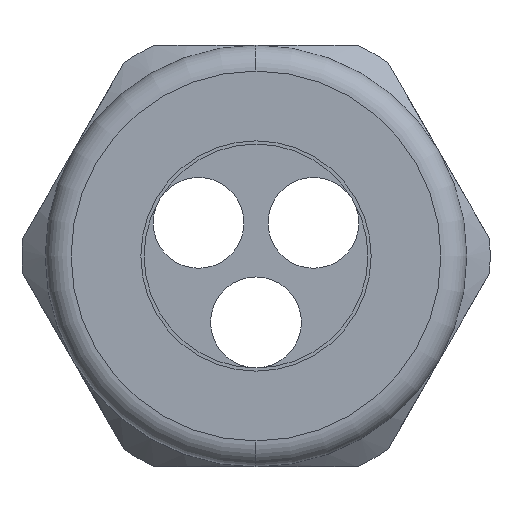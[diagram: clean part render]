
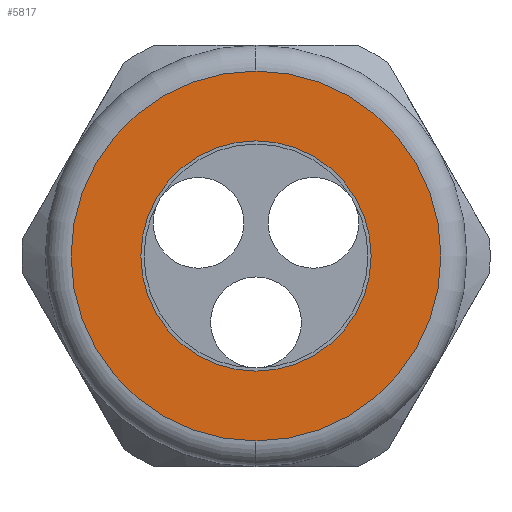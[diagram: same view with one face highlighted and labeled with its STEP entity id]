
A CAD part, left-side view. The second image highlights one B-rep face of the part: STEP entity #5817.
In plain terms, the highlighted planar face has unit normal (-1, 0, 0).
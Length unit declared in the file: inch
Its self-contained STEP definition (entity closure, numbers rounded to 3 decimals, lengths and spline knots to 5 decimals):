
#8 = VERTEX_POINT ( 'NONE', #1715 ) ;
#9 = VERTEX_POINT ( 'NONE', #1714 ) ;
#23 = EDGE_CURVE ( 'NONE', #8, #9, #1701, .T. ) ;
#398 = ORIENTED_EDGE ( 'NONE', *, *, #23, .T. ) ;
#1697 = DIRECTION ( 'NONE',  ( 0., 0., -1. ) ) ;
#1698 = DIRECTION ( 'NONE',  ( 1., 0., 0. ) ) ;
#1699 = CARTESIAN_POINT ( 'NONE',  ( -1.53, 0., 0. ) ) ;
#1700 = AXIS2_PLACEMENT_3D ( 'NONE', #1699, #1698, #1697 ) ;
#1701 = CIRCLE ( 'NONE', #1700, 0.355 ) ;
#1714 = CARTESIAN_POINT ( 'NONE',  ( -1.53, 0., -0.355 ) ) ;
#1715 = CARTESIAN_POINT ( 'NONE',  ( -1.53, 0., 0.355 ) ) ;
#4749 = DIRECTION ( 'NONE',  ( 0., 0., 1. ) ) ;
#4750 = DIRECTION ( 'NONE',  ( -1., 0., 0. ) ) ;
#4751 = CARTESIAN_POINT ( 'NONE',  ( -1.53, 0.65, 0. ) ) ;
#4752 = AXIS2_PLACEMENT_3D ( 'NONE', #4751, #4750, #4749 ) ;
#4753 = PLANE ( 'NONE',  #4752 ) ;
#4754 = FACE_BOUND ( 'NONE', #5796, .T. ) ;
#4755 = FACE_OUTER_BOUND ( 'NONE', #5816, .T. ) ;
#4756 = DIRECTION ( 'NONE',  ( 0., 0., 1. ) ) ;
#4757 = DIRECTION ( 'NONE',  ( -1., 0., 0. ) ) ;
#4758 = CARTESIAN_POINT ( 'NONE',  ( -1.53, 0., 0. ) ) ;
#4759 = AXIS2_PLACEMENT_3D ( 'NONE', #4758, #4757, #4756 ) ;
#4760 = CIRCLE ( 'NONE', #4759, 0.57 ) ;
#4761 = DIRECTION ( 'NONE',  ( 0., 0., -1. ) ) ;
#4762 = DIRECTION ( 'NONE',  ( 1., 0., 0. ) ) ;
#4763 = CARTESIAN_POINT ( 'NONE',  ( -1.53, 0., 0. ) ) ;
#4764 = AXIS2_PLACEMENT_3D ( 'NONE', #4763, #4762, #4761 ) ;
#4765 = CIRCLE ( 'NONE', #4764, 0.355 ) ;
#5674 = DIRECTION ( 'NONE',  ( 0., 0., 1. ) ) ;
#5675 = DIRECTION ( 'NONE',  ( -1., 0., 0. ) ) ;
#5676 = CARTESIAN_POINT ( 'NONE',  ( -1.53, 0., 0. ) ) ;
#5677 = AXIS2_PLACEMENT_3D ( 'NONE', #5676, #5675, #5674 ) ;
#5678 = CIRCLE ( 'NONE', #5677, 0.57 ) ;
#5679 = CARTESIAN_POINT ( 'NONE',  ( -1.53, 0., 0.57 ) ) ;
#5685 = CARTESIAN_POINT ( 'NONE',  ( -1.53, 0., -0.57 ) ) ;
#5796 = EDGE_LOOP ( 'NONE', ( #5811, #398 ) ) ;
#5803 = ORIENTED_EDGE ( 'NONE', *, *, #6268, .T. ) ;
#5810 = EDGE_CURVE ( 'NONE', #9, #8, #4765, .T. ) ;
#5811 = ORIENTED_EDGE ( 'NONE', *, *, #5810, .T. ) ;
#5814 = EDGE_CURVE ( 'NONE', #6264, #6267, #4760, .T. ) ;
#5815 = ORIENTED_EDGE ( 'NONE', *, *, #5814, .T. ) ;
#5816 = EDGE_LOOP ( 'NONE', ( #5803, #5815 ) ) ;
#5817 = ADVANCED_FACE ( 'NONE', ( #4755, #4754 ), #4753, .T. ) ;
#6264 = VERTEX_POINT ( 'NONE', #5685 ) ;
#6267 = VERTEX_POINT ( 'NONE', #5679 ) ;
#6268 = EDGE_CURVE ( 'NONE', #6267, #6264, #5678, .T. ) ;
